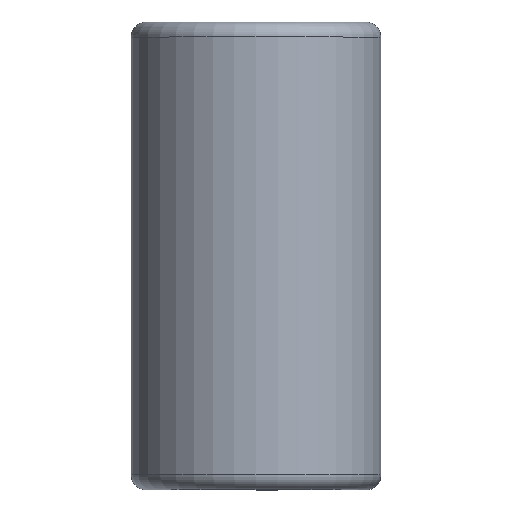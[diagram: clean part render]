
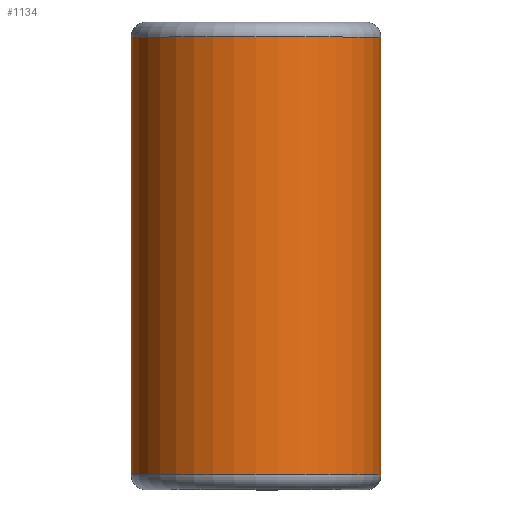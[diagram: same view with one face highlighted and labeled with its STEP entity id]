
A CAD part, top view. The second image highlights one B-rep face of the part: STEP entity #1134.
In plain terms, the highlighted cylindrical face has radius 6.363 mm (diameter 12.725 mm), a partial arc.
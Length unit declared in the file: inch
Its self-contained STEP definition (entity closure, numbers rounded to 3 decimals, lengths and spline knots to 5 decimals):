
#77 = ORIENTED_EDGE ( 'NONE', *, *, #1638, .T. ) ;
#97 = CARTESIAN_POINT ( 'NONE',  ( 0., 0.43875, 0. ) ) ;
#280 = DIRECTION ( 'NONE',  ( 0., 0., -1. ) ) ;
#307 = CARTESIAN_POINT ( 'NONE',  ( 0.2505, -0.43875, 0. ) ) ;
#356 = VERTEX_POINT ( 'NONE', #307 ) ;
#396 = CARTESIAN_POINT ( 'NONE',  ( 0., 0.43875, -0.2505 ) ) ;
#428 = CARTESIAN_POINT ( 'NONE',  ( 0., -0.43875, 0. ) ) ;
#602 = AXIS2_PLACEMENT_3D ( 'NONE', #97, #1366, #280 ) ;
#603 = DIRECTION ( 'NONE',  ( 0., 0., -1. ) ) ;
#701 = VERTEX_POINT ( 'NONE', #396 ) ;
#773 = CARTESIAN_POINT ( 'NONE',  ( 0.2505, 0.43875, 0. ) ) ;
#774 = VERTEX_POINT ( 'NONE', #773 ) ;
#786 = VECTOR ( 'NONE', #1076, 39.37008 ) ;
#794 = EDGE_CURVE ( 'NONE', #356, #1409, #1038, .T. ) ;
#869 = DIRECTION ( 'NONE',  ( 0., 0., -1. ) ) ;
#871 = EDGE_CURVE ( 'NONE', #774, #701, #1521, .T. ) ;
#895 = EDGE_CURVE ( 'NONE', #1409, #701, #2003, .T. ) ;
#956 = VECTOR ( 'NONE', #1561, 39.37008 ) ;
#1038 = CIRCLE ( 'NONE', #1641, 0.2505 ) ;
#1076 = DIRECTION ( 'NONE',  ( 0., 1., 0. ) ) ;
#1134 = ADVANCED_FACE ( 'NONE', ( #1959 ), #1724, .T. ) ;
#1168 = CARTESIAN_POINT ( 'NONE',  ( 0., 0.43875, -0.2505 ) ) ;
#1263 = EDGE_LOOP ( 'NONE', ( #77, #1479, #1587, #1377 ) ) ;
#1366 = DIRECTION ( 'NONE',  ( 0., -1., 0. ) ) ;
#1377 = ORIENTED_EDGE ( 'NONE', *, *, #794, .F. ) ;
#1409 = VERTEX_POINT ( 'NONE', #2036 ) ;
#1479 = ORIENTED_EDGE ( 'NONE', *, *, #871, .T. ) ;
#1521 = CIRCLE ( 'NONE', #602, 0.2505 ) ;
#1561 = DIRECTION ( 'NONE',  ( 0., 1., 0. ) ) ;
#1587 = ORIENTED_EDGE ( 'NONE', *, *, #895, .F. ) ;
#1631 = AXIS2_PLACEMENT_3D ( 'NONE', #1788, #2146, #869 ) ;
#1638 = EDGE_CURVE ( 'NONE', #356, #774, #2196, .T. ) ;
#1641 = AXIS2_PLACEMENT_3D ( 'NONE', #428, #1715, #603 ) ;
#1715 = DIRECTION ( 'NONE',  ( 0., -1., 0. ) ) ;
#1724 = CYLINDRICAL_SURFACE ( 'NONE', #1631, 0.2505 ) ;
#1788 = CARTESIAN_POINT ( 'NONE',  ( 0., 0.4375, 0. ) ) ;
#1959 = FACE_OUTER_BOUND ( 'NONE', #1263, .T. ) ;
#2003 = LINE ( 'NONE', #1168, #956 ) ;
#2013 = CARTESIAN_POINT ( 'NONE',  ( 0.2505, 0.43875, 0. ) ) ;
#2036 = CARTESIAN_POINT ( 'NONE',  ( 0., -0.43875, -0.2505 ) ) ;
#2146 = DIRECTION ( 'NONE',  ( 0., -1., 0. ) ) ;
#2196 = LINE ( 'NONE', #2013, #786 ) ;
